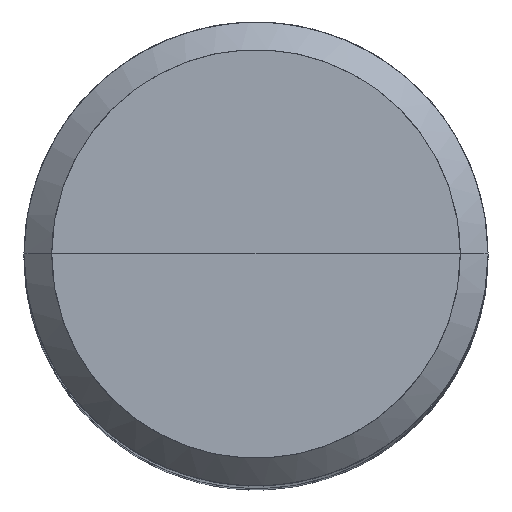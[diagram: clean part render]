
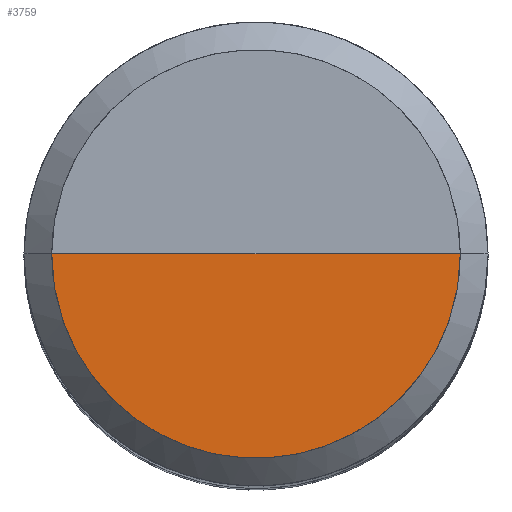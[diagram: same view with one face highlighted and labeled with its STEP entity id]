
A CAD part, top view. The second image highlights one B-rep face of the part: STEP entity #3759.
In plain terms, the highlighted free-form (B-spline) face has degree [1, 2] with [2, 5] control points.
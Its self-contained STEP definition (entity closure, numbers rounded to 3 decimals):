
#3404=CARTESIAN_POINT('',(11.0,0.0,70.0));
#3408=CARTESIAN_POINT('',(-11.0,0.0,70.0));
#3409=CARTESIAN_POINT('',(0.0,0.0,70.0));
#3416=CARTESIAN_POINT('',(-11.0,-11.0,70.0));
#3417=CARTESIAN_POINT('',(0.0,-11.0,70.0));
#3418=CARTESIAN_POINT('',(11.0,-11.0,70.0));
#3744=(
BOUNDED_SURFACE()
B_SPLINE_SURFACE(1,2,(
(#3408,#3416,#3417,#3418,#3404),
(#3409,#3409,#3409,#3409,#3409)
), .UNSPECIFIED.,.F.,.F.,.F.)
B_SPLINE_SURFACE_WITH_KNOTS((2,2),(3,2,3),(
0.0,1.0),(
0.0,0.5,1.0), .UNSPECIFIED.)
GEOMETRIC_REPRESENTATION_ITEM()
RATIONAL_B_SPLINE_SURFACE(((1.0,0.707,1.0,0.707,1.0),
(1.0,0.707,1.0,0.707,1.0)
))
REPRESENTATION_ITEM('')
SURFACE()
);
#3745=(
BOUNDED_CURVE()
B_SPLINE_CURVE(2,(#3404,#3418,#3417,#3416,#3408),.UNSPECIFIED.,.F.,.F.)
B_SPLINE_CURVE_WITH_KNOTS((3,2,3),
(0.0,0.5,1.0),.UNSPECIFIED.)
CURVE()
GEOMETRIC_REPRESENTATION_ITEM()
RATIONAL_B_SPLINE_CURVE((1.0,0.707,1.0,0.707,1.0))
REPRESENTATION_ITEM('')
);
#3746=(
BOUNDED_CURVE()
B_SPLINE_CURVE(1,(#3408,#3409),.UNSPECIFIED.,.F.,.F.)
B_SPLINE_CURVE_WITH_KNOTS((2,2),
(0.0,1.0),.UNSPECIFIED.)
CURVE()
GEOMETRIC_REPRESENTATION_ITEM()
RATIONAL_B_SPLINE_CURVE((1.0,1.0))
REPRESENTATION_ITEM('')
);
#3747=(
BOUNDED_CURVE()
B_SPLINE_CURVE(1,(#3409,#3404),.UNSPECIFIED.,.F.,.F.)
B_SPLINE_CURVE_WITH_KNOTS((2,2),
(0.0,1.0),.UNSPECIFIED.)
CURVE()
GEOMETRIC_REPRESENTATION_ITEM()
RATIONAL_B_SPLINE_CURVE((1.0,1.0))
REPRESENTATION_ITEM('')
);
#3748=VERTEX_POINT('',#3404);
#3749=VERTEX_POINT('',#3408);
#3750=VERTEX_POINT('',#3409);
#3751=EDGE_CURVE('',#3748,#3749,#3745,.T.);
#3752=EDGE_CURVE('',#3749,#3750,#3746,.T.);
#3753=EDGE_CURVE('',#3750,#3748,#3747,.T.);
#3754=ORIENTED_EDGE('',*,*,#3751,.T.);
#3755=ORIENTED_EDGE('',*,*,#3752,.T.);
#3756=ORIENTED_EDGE('',*,*,#3753,.T.);
#3757=EDGE_LOOP('',(#3754,#3755,#3756));
#3758=FACE_OUTER_BOUND('',#3757,.T.);
#3759=ADVANCED_FACE('',(#3758),#3744,.T.);
